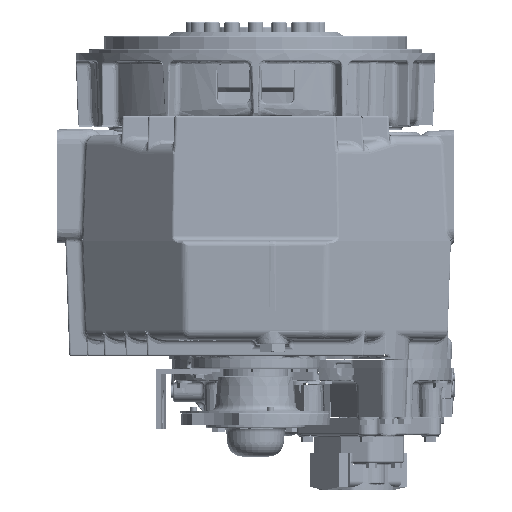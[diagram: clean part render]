
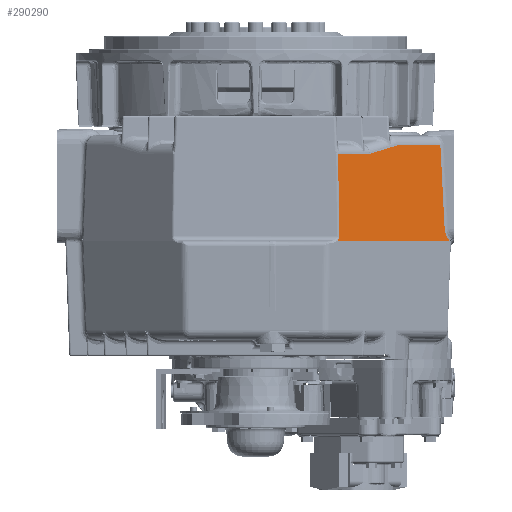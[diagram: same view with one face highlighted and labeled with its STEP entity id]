
A CAD part, front view. The second image highlights one B-rep face of the part: STEP entity #290290.
In plain terms, the highlighted planar face has unit normal (0.707, -0.707, 0.035).
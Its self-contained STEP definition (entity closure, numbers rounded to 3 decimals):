
#32696 = CARTESIAN_POINT ( 'NONE',  ( 128.648, -371.114, -165.636 ) ) ;
#32704 = CARTESIAN_POINT ( 'NONE',  ( 128.648, -370.98, -162.907 ) ) ;
#32711 = CARTESIAN_POINT ( 'NONE',  ( 127.813, -372.076, -168.193 ) ) ;
#32715 = CARTESIAN_POINT ( 'NONE',  ( 126.223, -373.772, -170.335 ) ) ;
#43070 = EDGE_CURVE ( 'NONE', #353080, #352272, #261994, .T. ) ;
#43074 = EDGE_CURVE ( 'NONE', #352882, #350166, #367994, .T. ) ;
#43078 = EDGE_CURVE ( 'NONE', #349761, #355136, #367998, .T. ) ;
#43088 = EDGE_CURVE ( 'NONE', #352272, #352882, #368000, .T. ) ;
#43148 = EDGE_CURVE ( 'NONE', #355136, #350129, #368012, .T. ) ;
#43159 = EDGE_CURVE ( 'NONE', #350129, #354923, #261618, .T. ) ;
#43175 = EDGE_CURVE ( 'NONE', #355092, #353080, #368007, .T. ) ;
#82586 = CARTESIAN_POINT ( 'NONE',  ( 175.293, -318.111, -36.882 ) ) ;
#82866 = CARTESIAN_POINT ( 'NONE',  ( 128.647, -370.972, -162.719 ) ) ;
#82888 = CARTESIAN_POINT ( 'NONE',  ( 217.172, -275.59, -23.882 ) ) ;
#85083 = CARTESIAN_POINT ( 'NONE',  ( 290.412, -208.663, -151.719 ) ) ;
#139538 = EDGE_LOOP ( 'NONE', ( #164357, #164363, #164370, #164378, #164382, #164389, #164395, #164401, #164408 ) ) ;
#153973 = DIRECTION ( 'NONE',  ( 0.707, 0.707, 0. ) ) ;
#154013 = CARTESIAN_POINT ( 'NONE',  ( 249.997, -249.997, -170.335 ) ) ;
#154166 = CARTESIAN_POINT ( 'NONE',  ( 128.648, -370.98, -162.907 ) ) ;
#154170 = CARTESIAN_POINT ( 'NONE',  ( 128.648, -370.976, -162.844 ) ) ;
#154174 = CARTESIAN_POINT ( 'NONE',  ( 128.648, -370.974, -162.782 ) ) ;
#154194 = CARTESIAN_POINT ( 'NONE',  ( 128.647, -370.972, -162.719 ) ) ;
#154200 = DIRECTION ( 'NONE',  ( 0.014, -0.035, -0.999 ) ) ;
#154242 = CARTESIAN_POINT ( 'NONE',  ( 128.723, -371.155, -167.963 ) ) ;
#154619 = DIRECTION ( 'NONE',  ( -0.051, -0.002, 0.999 ) ) ;
#154692 = CARTESIAN_POINT ( 'NONE',  ( 283.876, -208.892, -24. ) ) ;
#154696 = DIRECTION ( 'NONE',  ( -0.707, -0.707, 0. ) ) ;
#154699 = CARTESIAN_POINT ( 'NONE',  ( 246.702, -246.702, -36.882 ) ) ;
#154706 = DIRECTION ( 'NONE',  ( -0.707, -0.707, 0. ) ) ;
#154730 = CARTESIAN_POINT ( 'NONE',  ( 290.412, -208.663, -151.719 ) ) ;
#154734 = CARTESIAN_POINT ( 'NONE',  ( 290.763, -208.651, -158.586 ) ) ;
#154738 = CARTESIAN_POINT ( 'NONE',  ( 293.417, -206.317, -165.045 ) ) ;
#154746 = CARTESIAN_POINT ( 'NONE',  ( 246.381, -246.381, -23.882 ) ) ;
#154757 = CARTESIAN_POINT ( 'NONE',  ( 298.059, -201.935, -170.335 ) ) ;
#164357 = ORIENTED_EDGE ( 'NONE', *, *, #43078, .T. ) ;
#164363 = ORIENTED_EDGE ( 'NONE', *, *, #43148, .T. ) ;
#164370 = ORIENTED_EDGE ( 'NONE', *, *, #43159, .T. ) ;
#164378 = ORIENTED_EDGE ( 'NONE', *, *, #332282, .T. ) ;
#164382 = ORIENTED_EDGE ( 'NONE', *, *, #43175, .T. ) ;
#164389 = ORIENTED_EDGE ( 'NONE', *, *, #43070, .T. ) ;
#164395 = ORIENTED_EDGE ( 'NONE', *, *, #43088, .T. ) ;
#164401 = ORIENTED_EDGE ( 'NONE', *, *, #43074, .T. ) ;
#164408 = ORIENTED_EDGE ( 'NONE', *, *, #329043, .T. ) ;
#208222 = AXIS2_PLACEMENT_3D ( 'NONE', #392574, #392431, #392429 ) ;
#238320 = CARTESIAN_POINT ( 'NONE',  ( 223.432, -269.234, -21.938 ) ) ;
#238338 = DIRECTION ( 'NONE',  ( -0.686, -0.696, -0.213 ) ) ;
#239150 = CARTESIAN_POINT ( 'NONE',  ( 283.87, -208.892, -23.882 ) ) ;
#239361 = CARTESIAN_POINT ( 'NONE',  ( 298.059, -201.935, -170.335 ) ) ;
#240929 = CARTESIAN_POINT ( 'NONE',  ( 128.648, -370.98, -162.907 ) ) ;
#241010 = CARTESIAN_POINT ( 'NONE',  ( 126.223, -373.772, -170.335 ) ) ;
#241028 = CARTESIAN_POINT ( 'NONE',  ( 126.827, -366.577, -36.882 ) ) ;
#261618 =( BOUNDED_CURVE ( )  B_SPLINE_CURVE ( 3, ( #154194, #154174, #154170, #154166 ),
 .UNSPECIFIED., .F., .T. ) 
 B_SPLINE_CURVE_WITH_KNOTS ( ( 4, 4 ),
 ( 6.269, 6.283 ),
 .UNSPECIFIED. ) 
 CURVE ( )  GEOMETRIC_REPRESENTATION_ITEM ( )  RATIONAL_B_SPLINE_CURVE ( ( 1., 1., 1., 1. ) ) 
 REPRESENTATION_ITEM ( '' )  );
#261994 =( BOUNDED_CURVE ( )  B_SPLINE_CURVE ( 3, ( #154757, #154738, #154734, #154730 ),
 .UNSPECIFIED., .F., .T. ) 
 B_SPLINE_CURVE_WITH_KNOTS ( ( 4, 4 ),
 ( 5.542, 6.232 ),
 .UNSPECIFIED. ) 
 CURVE ( )  GEOMETRIC_REPRESENTATION_ITEM ( )  RATIONAL_B_SPLINE_CURVE ( ( 1., 0.961, 0.961, 1. ) ) 
 REPRESENTATION_ITEM ( '' )  );
#290290 = ADVANCED_FACE ( 'NONE', ( #343894 ), #392465, .T. ) ;
#318699 = LINE ( 'NONE', #238320, #318713 ) ;
#318713 = VECTOR ( 'NONE', #238338, 1000. ) ;
#329043 = EDGE_CURVE ( 'NONE', #350166, #349761, #318699, .T. ) ;
#332282 = EDGE_CURVE ( 'NONE', #354923, #355092, #369252, .T. ) ;
#343894 = FACE_OUTER_BOUND ( 'NONE', #139538, .T. ) ;
#349761 = VERTEX_POINT ( 'NONE', #82586 ) ;
#350129 = VERTEX_POINT ( 'NONE', #82866 ) ;
#350166 = VERTEX_POINT ( 'NONE', #82888 ) ;
#352272 = VERTEX_POINT ( 'NONE', #85083 ) ;
#352882 = VERTEX_POINT ( 'NONE', #239150 ) ;
#353080 = VERTEX_POINT ( 'NONE', #239361 ) ;
#354923 = VERTEX_POINT ( 'NONE', #240929 ) ;
#355092 = VERTEX_POINT ( 'NONE', #241010 ) ;
#355136 = VERTEX_POINT ( 'NONE', #241028 ) ;
#367980 = VECTOR ( 'NONE', #154706, 1000. ) ;
#367994 = LINE ( 'NONE', #154746, #367980 ) ;
#367997 = VECTOR ( 'NONE', #154619, 1000. ) ;
#367998 = LINE ( 'NONE', #154699, #367999 ) ;
#367999 = VECTOR ( 'NONE', #154696, 1000. ) ;
#368000 = LINE ( 'NONE', #154692, #367997 ) ;
#368007 = LINE ( 'NONE', #154013, #368014 ) ;
#368008 = VECTOR ( 'NONE', #154200, 1000. ) ;
#368012 = LINE ( 'NONE', #154242, #368008 ) ;
#368014 = VECTOR ( 'NONE', #153973, 1000. ) ;
#369252 =( BOUNDED_CURVE ( )  B_SPLINE_CURVE ( 3, ( #32704, #32696, #32711, #32715 ),
 .UNSPECIFIED., .F., .T. ) 
 B_SPLINE_CURVE_WITH_KNOTS ( ( 4, 4 ),
 ( 0., 0.62 ),
 .UNSPECIFIED. ) 
 CURVE ( )  GEOMETRIC_REPRESENTATION_ITEM ( )  RATIONAL_B_SPLINE_CURVE ( ( 1., 0.968, 0.968, 1. ) ) 
 REPRESENTATION_ITEM ( '' )  );
#392429 = DIRECTION ( 'NONE',  ( 0.707, 0.707, 0. ) ) ;
#392431 = DIRECTION ( 'NONE',  ( 0.707, -0.707, 0.035 ) ) ;
#392465 = PLANE ( 'NONE',  #208222 ) ;
#392574 = CARTESIAN_POINT ( 'NONE',  ( 250., -250., -170.44 ) ) ;
